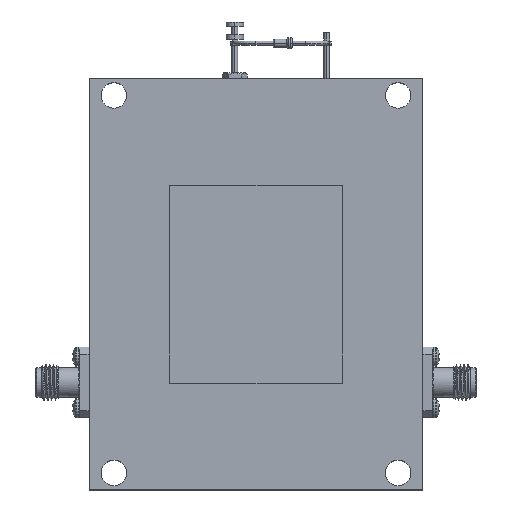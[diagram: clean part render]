
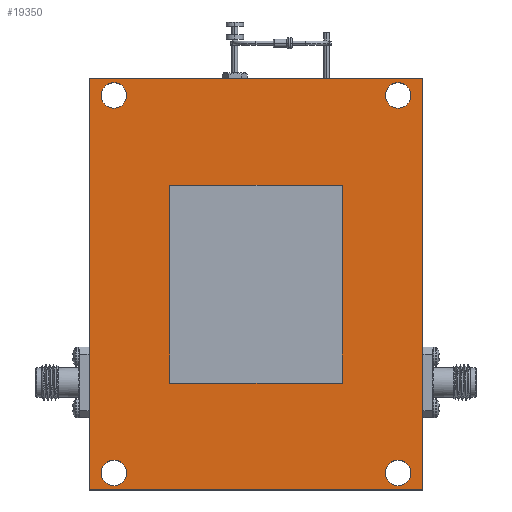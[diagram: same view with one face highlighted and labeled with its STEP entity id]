
A CAD part, top view. The second image highlights one B-rep face of the part: STEP entity #19350.
In plain terms, the highlighted planar face has unit normal (0, 0, 1).
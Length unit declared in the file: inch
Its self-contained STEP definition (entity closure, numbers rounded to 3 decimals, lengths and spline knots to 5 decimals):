
#72 = CARTESIAN_POINT ( 'NONE',  ( 0., 0., 0.315 ) ) ;
#150 = VECTOR ( 'NONE', #19901, 39.37008 ) ;
#198 = VERTEX_POINT ( 'NONE', #4373 ) ;
#225 = CARTESIAN_POINT ( 'NONE',  ( -1.18, -1.455, 0.315 ) ) ;
#364 = CARTESIAN_POINT ( 'NONE',  ( 0.915, -1.335, 0.315 ) ) ;
#437 = FACE_BOUND ( 'NONE', #20466, .T. ) ;
#478 = CARTESIAN_POINT ( 'NONE',  ( 1.005, -1.335, 0.315 ) ) ;
#836 = EDGE_CURVE ( 'NONE', #12699, #18026, #6180, .T. ) ;
#882 = VERTEX_POINT ( 'NONE', #15869 ) ;
#915 = CARTESIAN_POINT ( 'NONE',  ( -1.005, -1.335, 0.315 ) ) ;
#1286 = VERTEX_POINT ( 'NONE', #8598 ) ;
#1535 = EDGE_CURVE ( 'NONE', #1286, #20091, #6974, .T. ) ;
#1663 = CARTESIAN_POINT ( 'NONE',  ( 0.60971, 0.70011, 0.315 ) ) ;
#2252 = CARTESIAN_POINT ( 'NONE',  ( 1.18, -1.455, 0.315 ) ) ;
#2310 = CARTESIAN_POINT ( 'NONE',  ( -1.095, 1.335, 0.315 ) ) ;
#2392 = DIRECTION ( 'NONE',  ( 0., 0., 1. ) ) ;
#2508 = EDGE_CURVE ( 'NONE', #22492, #17265, #3962, .T. ) ;
#2907 = VECTOR ( 'NONE', #9589, 39.37008 ) ;
#2993 = VERTEX_POINT ( 'NONE', #15194 ) ;
#3324 = EDGE_LOOP ( 'NONE', ( #19150, #6824, #16479, #5458 ) ) ;
#3593 = VECTOR ( 'NONE', #5502, 39.37008 ) ;
#3784 = VERTEX_POINT ( 'NONE', #15608 ) ;
#3845 = EDGE_CURVE ( 'NONE', #21181, #14866, #8034, .T. ) ;
#3870 = CARTESIAN_POINT ( 'NONE',  ( 1.005, -1.335, 0.315 ) ) ;
#3901 = EDGE_CURVE ( 'NONE', #882, #10261, #21280, .T. ) ;
#3962 = CIRCLE ( 'NONE', #20867, 0.09 ) ;
#3989 = ORIENTED_EDGE ( 'NONE', *, *, #11665, .F. ) ;
#4015 = DIRECTION ( 'NONE',  ( 1., 0., 0. ) ) ;
#4176 = CARTESIAN_POINT ( 'NONE',  ( -1.18, 1.455, 0.315 ) ) ;
#4274 = EDGE_CURVE ( 'NONE', #21769, #3784, #11347, .T. ) ;
#4364 = AXIS2_PLACEMENT_3D ( 'NONE', #4387, #20309, #4617 ) ;
#4373 = CARTESIAN_POINT ( 'NONE',  ( 0.60971, -0.70011, 0.315 ) ) ;
#4387 = CARTESIAN_POINT ( 'NONE',  ( -1.005, 1.335, 0.315 ) ) ;
#4617 = DIRECTION ( 'NONE',  ( 1., 0., 0. ) ) ;
#4658 = EDGE_CURVE ( 'NONE', #198, #21769, #10781, .T. ) ;
#4817 = CARTESIAN_POINT ( 'NONE',  ( 1.095, -1.335, 0.315 ) ) ;
#4826 = FACE_BOUND ( 'NONE', #18971, .T. ) ;
#5217 = CARTESIAN_POINT ( 'NONE',  ( -0.60971, -0.70011, 0.315 ) ) ;
#5420 = EDGE_CURVE ( 'NONE', #15770, #1286, #17372, .T. ) ;
#5421 = EDGE_LOOP ( 'NONE', ( #6620, #11714, #3989, #8714 ) ) ;
#5458 = ORIENTED_EDGE ( 'NONE', *, *, #15102, .T. ) ;
#5502 = DIRECTION ( 'NONE',  ( 1., 0., 0. ) ) ;
#5612 = CIRCLE ( 'NONE', #17387, 0.09 ) ;
#5635 = FACE_BOUND ( 'NONE', #12116, .T. ) ;
#5662 = CARTESIAN_POINT ( 'NONE',  ( -0.60971, 0.70011, 0.315 ) ) ;
#5690 = LINE ( 'NONE', #5217, #12851 ) ;
#5725 = AXIS2_PLACEMENT_3D ( 'NONE', #3870, #12784, #4015 ) ;
#5890 = CIRCLE ( 'NONE', #6857, 0.09 ) ;
#5926 = CARTESIAN_POINT ( 'NONE',  ( 1.005, 1.335, 0.315 ) ) ;
#6101 = CARTESIAN_POINT ( 'NONE',  ( -1.18, -1.455, 0.315 ) ) ;
#6112 = AXIS2_PLACEMENT_3D ( 'NONE', #72, #17276, #20982 ) ;
#6180 = CIRCLE ( 'NONE', #6945, 0.09 ) ;
#6620 = ORIENTED_EDGE ( 'NONE', *, *, #4658, .F. ) ;
#6628 = CARTESIAN_POINT ( 'NONE',  ( 1.18, -1.455, 0.315 ) ) ;
#6824 = ORIENTED_EDGE ( 'NONE', *, *, #1535, .T. ) ;
#6857 = AXIS2_PLACEMENT_3D ( 'NONE', #5926, #16397, #18478 ) ;
#6892 = CARTESIAN_POINT ( 'NONE',  ( -0.915, 1.335, 0.315 ) ) ;
#6945 = AXIS2_PLACEMENT_3D ( 'NONE', #10509, #10204, #8810 ) ;
#6974 = LINE ( 'NONE', #9394, #7818 ) ;
#6978 = AXIS2_PLACEMENT_3D ( 'NONE', #478, #2392, #21839 ) ;
#7003 = VERTEX_POINT ( 'NONE', #17667 ) ;
#7228 = LINE ( 'NONE', #6101, #150 ) ;
#7341 = DIRECTION ( 'NONE',  ( -1., 0., 0. ) ) ;
#7428 = CARTESIAN_POINT ( 'NONE',  ( -0.60971, -0.70011, 0.315 ) ) ;
#7818 = VECTOR ( 'NONE', #21723, 39.37008 ) ;
#7833 = FACE_BOUND ( 'NONE', #5421, .T. ) ;
#8034 = CIRCLE ( 'NONE', #6978, 0.09 ) ;
#8329 = VECTOR ( 'NONE', #7341, 39.37008 ) ;
#8507 = DIRECTION ( 'NONE',  ( 0., 1., 0. ) ) ;
#8598 = CARTESIAN_POINT ( 'NONE',  ( 1.18, 1.455, 0.315 ) ) ;
#8714 = ORIENTED_EDGE ( 'NONE', *, *, #4274, .F. ) ;
#8810 = DIRECTION ( 'NONE',  ( 1., 0., 0. ) ) ;
#9094 = ORIENTED_EDGE ( 'NONE', *, *, #3845, .F. ) ;
#9394 = CARTESIAN_POINT ( 'NONE',  ( -1.18, 1.455, 0.315 ) ) ;
#9484 = LINE ( 'NONE', #7428, #2907 ) ;
#9589 = DIRECTION ( 'NONE',  ( 0., -1., 0. ) ) ;
#9930 = ORIENTED_EDGE ( 'NONE', *, *, #13202, .F. ) ;
#9981 = EDGE_CURVE ( 'NONE', #2993, #198, #5690, .T. ) ;
#10204 = DIRECTION ( 'NONE',  ( 0., 0., 1. ) ) ;
#10261 = VERTEX_POINT ( 'NONE', #14744 ) ;
#10509 = CARTESIAN_POINT ( 'NONE',  ( -1.005, 1.335, 0.315 ) ) ;
#10558 = CIRCLE ( 'NONE', #5725, 0.09 ) ;
#10781 = LINE ( 'NONE', #11696, #16283 ) ;
#11347 = LINE ( 'NONE', #5662, #8329 ) ;
#11351 = EDGE_CURVE ( 'NONE', #18026, #12699, #14754, .T. ) ;
#11365 = DIRECTION ( 'NONE',  ( 0., 0., 1. ) ) ;
#11665 = EDGE_CURVE ( 'NONE', #3784, #2993, #9484, .T. ) ;
#11696 = CARTESIAN_POINT ( 'NONE',  ( 0.60971, -0.70011, 0.315 ) ) ;
#11714 = ORIENTED_EDGE ( 'NONE', *, *, #9981, .F. ) ;
#11724 = FACE_OUTER_BOUND ( 'NONE', #3324, .T. ) ;
#11751 = ORIENTED_EDGE ( 'NONE', *, *, #14076, .F. ) ;
#11901 = PLANE ( 'NONE',  #6112 ) ;
#12116 = EDGE_LOOP ( 'NONE', ( #21326, #18294 ) ) ;
#12699 = VERTEX_POINT ( 'NONE', #2310 ) ;
#12784 = DIRECTION ( 'NONE',  ( 0., 0., 1. ) ) ;
#12851 = VECTOR ( 'NONE', #20929, 39.37008 ) ;
#13021 = DIRECTION ( 'NONE',  ( 1., 0., 0. ) ) ;
#13202 = EDGE_CURVE ( 'NONE', #14866, #21181, #10558, .T. ) ;
#13217 = DIRECTION ( 'NONE',  ( 1., 0., 0. ) ) ;
#13480 = EDGE_CURVE ( 'NONE', #20091, #7003, #7228, .T. ) ;
#14076 = EDGE_CURVE ( 'NONE', #10261, #882, #5612, .T. ) ;
#14623 = VECTOR ( 'NONE', #8507, 39.37008 ) ;
#14744 = CARTESIAN_POINT ( 'NONE',  ( -1.095, -1.335, 0.315 ) ) ;
#14754 = CIRCLE ( 'NONE', #4364, 0.09 ) ;
#14825 = AXIS2_PLACEMENT_3D ( 'NONE', #915, #11365, #13217 ) ;
#14866 = VERTEX_POINT ( 'NONE', #4817 ) ;
#15087 = CARTESIAN_POINT ( 'NONE',  ( 0.915, 1.335, 0.315 ) ) ;
#15102 = EDGE_CURVE ( 'NONE', #7003, #15770, #19038, .T. ) ;
#15194 = CARTESIAN_POINT ( 'NONE',  ( -0.60971, -0.70011, 0.315 ) ) ;
#15456 = DIRECTION ( 'NONE',  ( 0., 1., 0. ) ) ;
#15608 = CARTESIAN_POINT ( 'NONE',  ( -0.60971, 0.70011, 0.315 ) ) ;
#15770 = VERTEX_POINT ( 'NONE', #2252 ) ;
#15831 = FACE_BOUND ( 'NONE', #18243, .T. ) ;
#15869 = CARTESIAN_POINT ( 'NONE',  ( -0.915, -1.335, 0.315 ) ) ;
#16283 = VECTOR ( 'NONE', #15456, 39.37008 ) ;
#16397 = DIRECTION ( 'NONE',  ( 0., 0., 1. ) ) ;
#16479 = ORIENTED_EDGE ( 'NONE', *, *, #13480, .T. ) ;
#17095 = ORIENTED_EDGE ( 'NONE', *, *, #11351, .F. ) ;
#17265 = VERTEX_POINT ( 'NONE', #15087 ) ;
#17276 = DIRECTION ( 'NONE',  ( 0., 0., -1. ) ) ;
#17372 = LINE ( 'NONE', #6628, #14623 ) ;
#17387 = AXIS2_PLACEMENT_3D ( 'NONE', #18256, #20026, #13021 ) ;
#17648 = DIRECTION ( 'NONE',  ( 0., 0., 1. ) ) ;
#17667 = CARTESIAN_POINT ( 'NONE',  ( -1.18, -1.455, 0.315 ) ) ;
#18026 = VERTEX_POINT ( 'NONE', #6892 ) ;
#18243 = EDGE_LOOP ( 'NONE', ( #18488, #17095 ) ) ;
#18256 = CARTESIAN_POINT ( 'NONE',  ( -1.005, -1.335, 0.315 ) ) ;
#18294 = ORIENTED_EDGE ( 'NONE', *, *, #2508, .F. ) ;
#18478 = DIRECTION ( 'NONE',  ( 1., 0., 0. ) ) ;
#18488 = ORIENTED_EDGE ( 'NONE', *, *, #836, .F. ) ;
#18971 = EDGE_LOOP ( 'NONE', ( #11751, #19395 ) ) ;
#19038 = LINE ( 'NONE', #225, #3593 ) ;
#19150 = ORIENTED_EDGE ( 'NONE', *, *, #5420, .T. ) ;
#19224 = CARTESIAN_POINT ( 'NONE',  ( 1.095, 1.335, 0.315 ) ) ;
#19350 = ADVANCED_FACE ( 'NONE', ( #4826, #437, #5635, #15831, #11724, #7833 ), #11901, .F. ) ;
#19395 = ORIENTED_EDGE ( 'NONE', *, *, #3901, .F. ) ;
#19568 = DIRECTION ( 'NONE',  ( 1., 0., 0. ) ) ;
#19901 = DIRECTION ( 'NONE',  ( 0., -1., 0. ) ) ;
#20026 = DIRECTION ( 'NONE',  ( 0., 0., 1. ) ) ;
#20073 = EDGE_CURVE ( 'NONE', #17265, #22492, #5890, .T. ) ;
#20091 = VERTEX_POINT ( 'NONE', #4176 ) ;
#20309 = DIRECTION ( 'NONE',  ( 0., 0., 1. ) ) ;
#20466 = EDGE_LOOP ( 'NONE', ( #9094, #9930 ) ) ;
#20867 = AXIS2_PLACEMENT_3D ( 'NONE', #21120, #17648, #19568 ) ;
#20929 = DIRECTION ( 'NONE',  ( 1., 0., 0. ) ) ;
#20982 = DIRECTION ( 'NONE',  ( -1., 0., 0. ) ) ;
#21120 = CARTESIAN_POINT ( 'NONE',  ( 1.005, 1.335, 0.315 ) ) ;
#21181 = VERTEX_POINT ( 'NONE', #364 ) ;
#21280 = CIRCLE ( 'NONE', #14825, 0.09 ) ;
#21326 = ORIENTED_EDGE ( 'NONE', *, *, #20073, .F. ) ;
#21723 = DIRECTION ( 'NONE',  ( -1., 0., 0. ) ) ;
#21769 = VERTEX_POINT ( 'NONE', #1663 ) ;
#21839 = DIRECTION ( 'NONE',  ( 1., 0., 0. ) ) ;
#22492 = VERTEX_POINT ( 'NONE', #19224 ) ;
